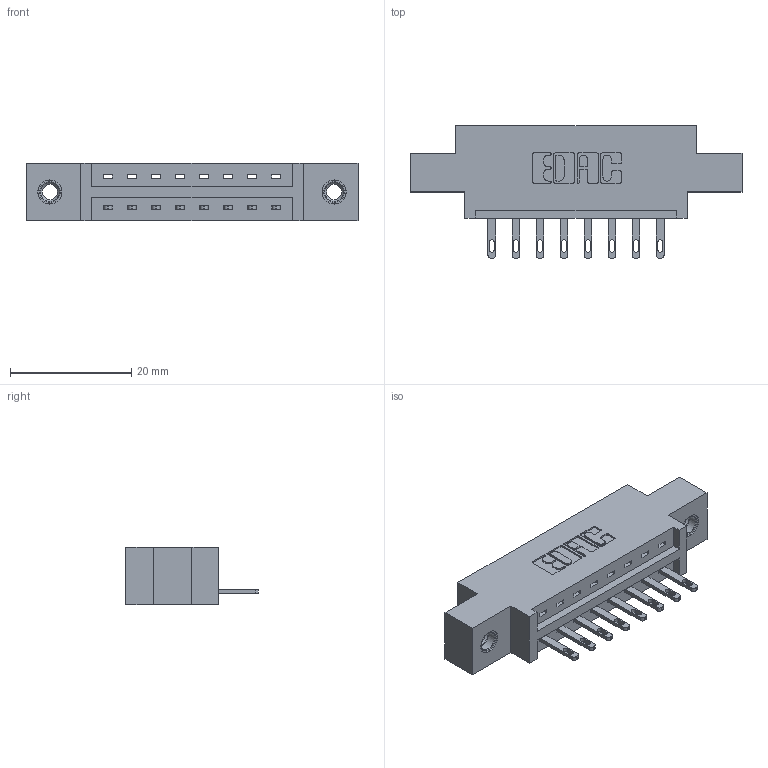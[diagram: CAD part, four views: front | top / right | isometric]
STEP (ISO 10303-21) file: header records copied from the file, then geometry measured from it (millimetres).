
FILE_DESCRIPTION (( 'STEP AP203' ), '1' );
FILE_NAME ('887-008-500-607.STEP', '2020-09-20T15:49:10', ( '' ), ( '' ), 'SwSTEP 2.0', 'SolidWorks 2020', '' );
FILE_SCHEMA (( 'CONFIG_CONTROL_DESIGN' ));
Length unit declared in the file: inch
Products named in the file (4): 345-250-001_345-250-005-103; 887-008-500-607; 837 Part_0.170 Offset - 0.156 Dia-TI; 345-292-001_345-293-100
Assembly tree (11 placements, depth 2):
  887-008-500-607
    837 Part_0.170 Offset - 0.156 Dia-TI
    345-292-001_345-293-100  x8
    345-250-001_345-250-005-103  x2
Bounding box: 54.71 x 21.85 x 9.4 mm (x, y, z)
Volume: 5134.8 mm3; surface area: 5273.5 mm2
Topology: 11 solids, 11 shells, 642 faces, 1899 edges, 1258 vertices
Faces by surface type: plane 426, cylinder 200, cone 12, torus 4
Entity records: 11592 total; most frequent: CARTESIAN_POINT 1997, ORIENTED_EDGE 1934, DIRECTION 1785, EDGE_CURVE 967, LINE 815, VECTOR 815, VERTEX_POINT 640, AXIS2_PLACEMENT_3D 485
